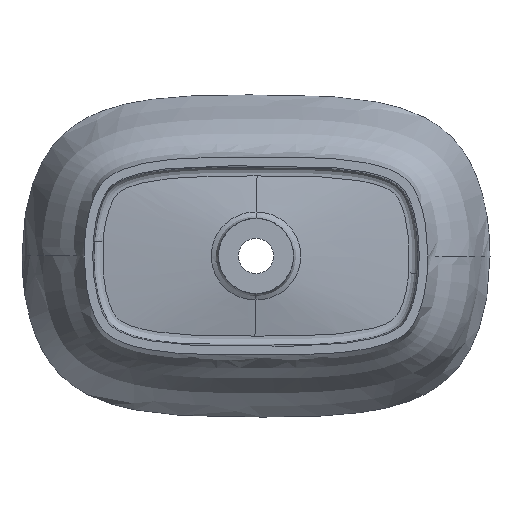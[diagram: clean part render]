
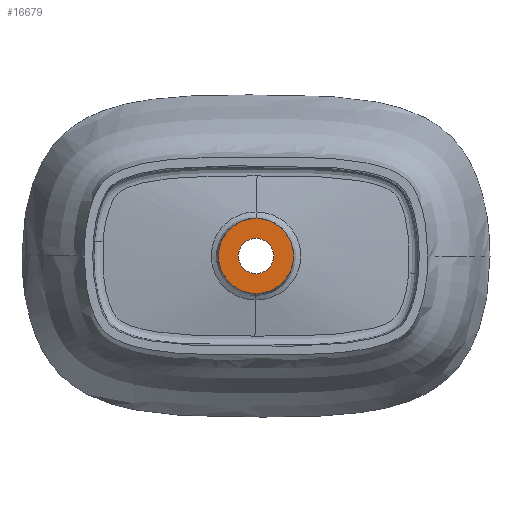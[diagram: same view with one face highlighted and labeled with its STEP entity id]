
A CAD part, front view. The second image highlights one B-rep face of the part: STEP entity #16679.
In plain terms, the highlighted planar face has unit normal (0, -1, 0).
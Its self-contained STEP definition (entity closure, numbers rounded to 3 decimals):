
#30 = DIRECTION ( 'NONE',  ( 0., -1., 0. ) ) ;
#406 = CIRCLE ( 'NONE', #14132, 48.075 ) ;
#759 = DIRECTION ( 'NONE',  ( 0., 0., 1. ) ) ;
#1106 = ORIENTED_EDGE ( 'NONE', *, *, #2511, .T. ) ;
#1480 = AXIS2_PLACEMENT_3D ( 'NONE', #15813, #23755, #4126 ) ;
#1903 = DIRECTION ( 'NONE',  ( 0., 0., 1. ) ) ;
#1981 = DIRECTION ( 'NONE',  ( 0., 0., 1. ) ) ;
#2067 = CARTESIAN_POINT ( 'NONE',  ( 0., -157., -22.5 ) ) ;
#2511 = EDGE_CURVE ( 'NONE', #8829, #5291, #12616, .T. ) ;
#2714 = DIRECTION ( 'NONE',  ( 0., -1., 0. ) ) ;
#3686 = DIRECTION ( 'NONE',  ( 0., -1., 0. ) ) ;
#3718 = CIRCLE ( 'NONE', #8709, 22.5 ) ;
#4126 = DIRECTION ( 'NONE',  ( 0., 0., 1. ) ) ;
#5291 = VERTEX_POINT ( 'NONE', #22173 ) ;
#5624 = EDGE_CURVE ( 'NONE', #5291, #8829, #406, .T. ) ;
#5695 = FACE_OUTER_BOUND ( 'NONE', #22888, .T. ) ;
#6891 = EDGE_LOOP ( 'NONE', ( #15480, #8207 ) ) ;
#7993 = DIRECTION ( 'NONE',  ( 0., 0., 1. ) ) ;
#8207 = ORIENTED_EDGE ( 'NONE', *, *, #13811, .F. ) ;
#8231 = ORIENTED_EDGE ( 'NONE', *, *, #5624, .T. ) ;
#8709 = AXIS2_PLACEMENT_3D ( 'NONE', #8762, #30, #1903 ) ;
#8762 = CARTESIAN_POINT ( 'NONE',  ( 0., -157., 0. ) ) ;
#8829 = VERTEX_POINT ( 'NONE', #11750 ) ;
#9408 = CARTESIAN_POINT ( 'NONE',  ( 0., -157., 0. ) ) ;
#10276 = VERTEX_POINT ( 'NONE', #14560 ) ;
#10573 = FACE_BOUND ( 'NONE', #6891, .T. ) ;
#11750 = CARTESIAN_POINT ( 'NONE',  ( 0., -157., 48.075 ) ) ;
#12616 = CIRCLE ( 'NONE', #24599, 48.075 ) ;
#13792 = DIRECTION ( 'NONE',  ( 0., 1., 0. ) ) ;
#13811 = EDGE_CURVE ( 'NONE', #14763, #10276, #3718, .T. ) ;
#14132 = AXIS2_PLACEMENT_3D ( 'NONE', #20555, #2714, #759 ) ;
#14560 = CARTESIAN_POINT ( 'NONE',  ( 0., -157., 22.5 ) ) ;
#14763 = VERTEX_POINT ( 'NONE', #2067 ) ;
#15480 = ORIENTED_EDGE ( 'NONE', *, *, #19536, .F. ) ;
#15813 = CARTESIAN_POINT ( 'NONE',  ( 0., -157., 0. ) ) ;
#16679 = ADVANCED_FACE ( 'NONE', ( #5695, #10573 ), #16840, .F. ) ;
#16840 = PLANE ( 'NONE',  #17945 ) ;
#17714 = CARTESIAN_POINT ( 'NONE',  ( 300., -157., 0. ) ) ;
#17945 = AXIS2_PLACEMENT_3D ( 'NONE', #17714, #13792, #7993 ) ;
#19536 = EDGE_CURVE ( 'NONE', #10276, #14763, #19720, .T. ) ;
#19720 = CIRCLE ( 'NONE', #1480, 22.5 ) ;
#20555 = CARTESIAN_POINT ( 'NONE',  ( 0., -157., 0. ) ) ;
#22173 = CARTESIAN_POINT ( 'NONE',  ( 0., -157., -48.075 ) ) ;
#22888 = EDGE_LOOP ( 'NONE', ( #1106, #8231 ) ) ;
#23755 = DIRECTION ( 'NONE',  ( 0., -1., 0. ) ) ;
#24599 = AXIS2_PLACEMENT_3D ( 'NONE', #9408, #3686, #1981 ) ;
